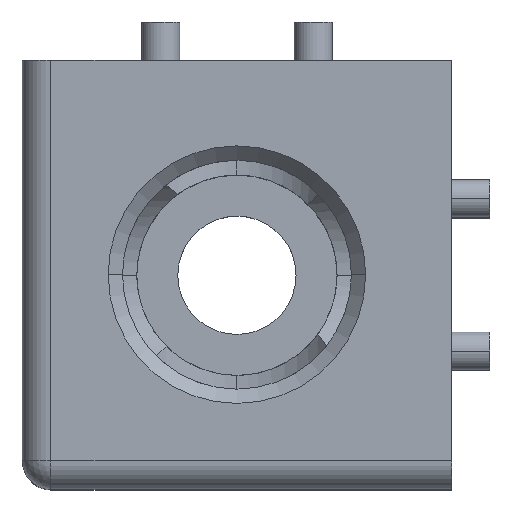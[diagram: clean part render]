
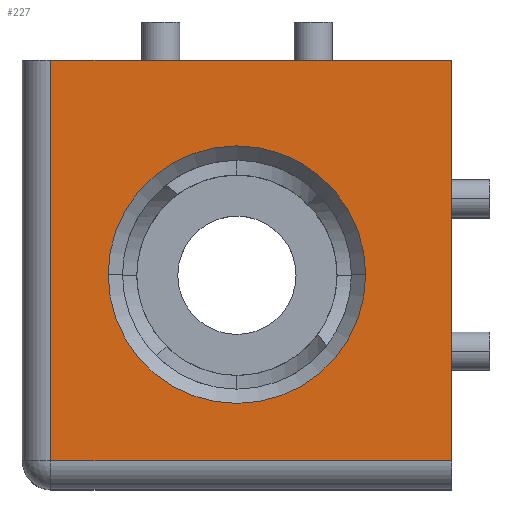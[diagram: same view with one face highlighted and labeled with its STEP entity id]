
A CAD part, top view. The second image highlights one B-rep face of the part: STEP entity #227.
In plain terms, the highlighted planar face has unit normal (0, 0, 1).
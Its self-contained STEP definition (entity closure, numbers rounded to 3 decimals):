
#227=ADVANCED_FACE('',(#471,#472),#473,.F.);
#471=FACE_OUTER_BOUND('',#746,.T.);
#472=FACE_BOUND('',#747,.T.);
#473=PLANE('',#748);
#746=EDGE_LOOP('',(#1316,#1317,#1318,#1319));
#747=EDGE_LOOP('',(#1320,#1321));
#748=AXIS2_PLACEMENT_3D('',#1322,#1323,#1324);
#1316=ORIENTED_EDGE('',*,*,#1757,.F.);
#1317=ORIENTED_EDGE('',*,*,#1759,.T.);
#1318=ORIENTED_EDGE('',*,*,#1760,.T.);
#1319=ORIENTED_EDGE('',*,*,#1734,.F.);
#1320=ORIENTED_EDGE('',*,*,#1711,.F.);
#1321=ORIENTED_EDGE('',*,*,#1645,.F.);
#1322=CARTESIAN_POINT('',(0.0,0.,45.0));
#1323=DIRECTION('',(0.0,0.0,-1.0));
#1324=DIRECTION('',(-1.0,0.0,0.0));
#1645=EDGE_CURVE('',#1998,#2000,#2001,.T.);
#1711=EDGE_CURVE('',#2000,#1998,#2082,.T.);
#1734=EDGE_CURVE('',#2104,#2107,#2108,.T.);
#1757=EDGE_CURVE('',#2133,#2104,#2135,.F.);
#1759=EDGE_CURVE('',#2133,#2137,#2138,.T.);
#1760=EDGE_CURVE('',#2137,#2107,#2139,.T.);
#1998=VERTEX_POINT('',#2487);
#2000=VERTEX_POINT('',#2490);
#2001=CIRCLE('',#2491,13.5);
#2082=CIRCLE('',#2722,13.5);
#2104=VERTEX_POINT('',#2744);
#2107=VERTEX_POINT('',#2747);
#2108=LINE('',#2748,#2749);
#2133=VERTEX_POINT('',#2776);
#2135=LINE('',#2778,#2779);
#2137=VERTEX_POINT('',#2781);
#2138=LINE('',#2782,#2783);
#2139=LINE('',#2784,#2785);
#2487=CARTESIAN_POINT('',(-13.5,0.,45.0));
#2490=CARTESIAN_POINT('',(13.5,0.0,45.0));
#2491=AXIS2_PLACEMENT_3D('',#3058,#3059,#3060);
#2722=AXIS2_PLACEMENT_3D('',#3150,#3151,#3152);
#2744=CARTESIAN_POINT('',(-19.5,-19.5,45.0));
#2747=CARTESIAN_POINT('',(-19.5,22.5,45.0));
#2748=CARTESIAN_POINT('',(-19.5,0.,45.0));
#2749=VECTOR('',#3186,1.0);
#2776=CARTESIAN_POINT('',(22.5,-19.5,45.0));
#2778=CARTESIAN_POINT('',(0.0,-19.5,45.0));
#2779=VECTOR('',#3222,1.0);
#2781=CARTESIAN_POINT('',(22.5,22.5,45.0));
#2782=CARTESIAN_POINT('',(22.5,0.,45.0));
#2783=VECTOR('',#3223,1.0);
#2784=CARTESIAN_POINT('',(0.0,22.5,45.0));
#2785=VECTOR('',#3224,1.0);
#3058=CARTESIAN_POINT('',(0.0,0.0,45.0));
#3059=DIRECTION('',(0.0,-0.0,1.0));
#3060=DIRECTION('',(1.0,0.0,0.0));
#3150=CARTESIAN_POINT('',(0.0,0.0,45.0));
#3151=DIRECTION('',(0.0,-0.0,1.0));
#3152=DIRECTION('',(1.0,0.0,0.0));
#3186=DIRECTION('',(0.0,1.0,0.0));
#3222=DIRECTION('',(1.0,0.0,0.0));
#3223=DIRECTION('',(0.0,1.0,0.0));
#3224=DIRECTION('',(-1.0,-0.0,-0.0));
